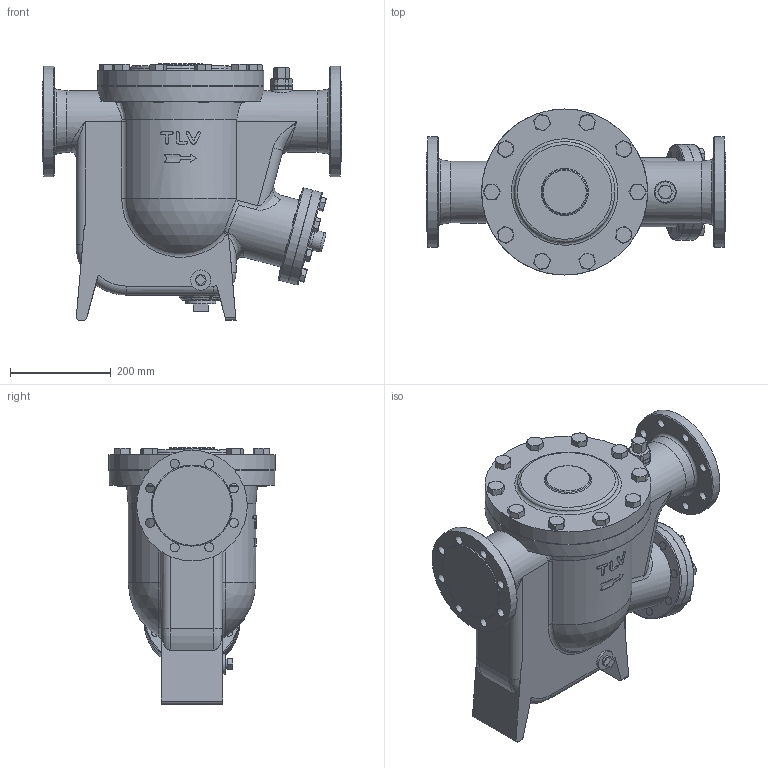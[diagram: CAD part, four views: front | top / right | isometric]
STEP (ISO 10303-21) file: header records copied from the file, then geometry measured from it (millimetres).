
FILE_DESCRIPTION(/* description */ (''),/* implementation_level */ '2;1');
FILE_NAME(/* name */ 'j1000-100-e0016-00.stp',/* time_stamp */ '2019-05-31T15:50:40+09:00',/* author */ ('nakaot'),/* organization */ (''),/* preprocessor_version */ 'ST-DEVELOPER v15.6',/* originating_system */ 'Autodesk Inventor 2015',/* authorisation */ '');
FILE_SCHEMA (('AUTOMOTIVE_DESIGN { 1 0 10303 214 3 1 1 }'));
Length unit declared in the file: millimetre
Products named in the file (1): j1000-100-e0016-00
Bounding box: 595 x 330 x 510 mm (x, y, z)
Volume: 33927327 mm3; surface area: 1183523.5 mm2
Topology: 1 solids, 1 shells, 587 faces, 1367 edges, 855 vertices
Faces by surface type: plane 253, cylinder 131, cone 121, bspline 50, torus 30, sphere 2
Full cylindrical faces by diameter (mm): 16 x16, 18 x24, 20 x19, 22 x10, 30 x2, 40 x2, 44 x1, 100 x2, 122 x2, 138 x1, 158 x2, 190 x2, 200 x1, 220 x2, 330 x2
Entity records: 23881 total; most frequent: CARTESIAN_POINT 11759, ORIENTED_EDGE 2450, DIRECTION 2365, EDGE_CURVE 1225, AXIS2_PLACEMENT_3D 984, EDGE_LOOP 843, VERTEX_POINT 828, FACE_OUTER_BOUND 587
